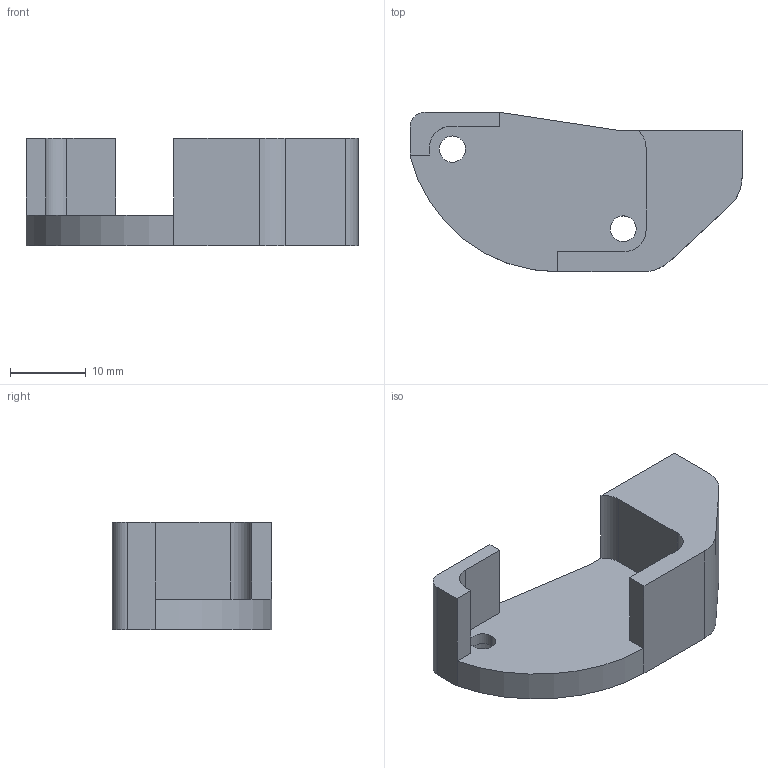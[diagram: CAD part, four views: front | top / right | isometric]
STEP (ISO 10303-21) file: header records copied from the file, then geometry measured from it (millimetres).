
FILE_DESCRIPTION (( 'STEP AP214' ), '1' );
FILE_NAME ('J3 Stop.STEP', '2023-12-26T02:04:07', ( '' ), ( '' ), 'SwSTEP 2.0', 'SolidWorks 2021', '' );
FILE_SCHEMA (( 'AUTOMOTIVE_DESIGN' ));
Length unit declared in the file: millimetre
Products named in the file (1): J3 Stop
Bounding box: 43.73 x 21.02 x 14.1 mm (x, y, z)
Volume: 5197.3 mm3; surface area: 3118.4 mm2
Topology: 1 solids, 1 shells, 35 faces, 90 edges, 59 vertices
Faces by surface type: plane 20, cylinder 15
Entity records: 1112 total; most frequent: DIRECTION 192, CARTESIAN_POINT 185, ORIENTED_EDGE 180, EDGE_CURVE 90, AXIS2_PLACEMENT_3D 66, VECTOR 60, LINE 60, VERTEX_POINT 59
